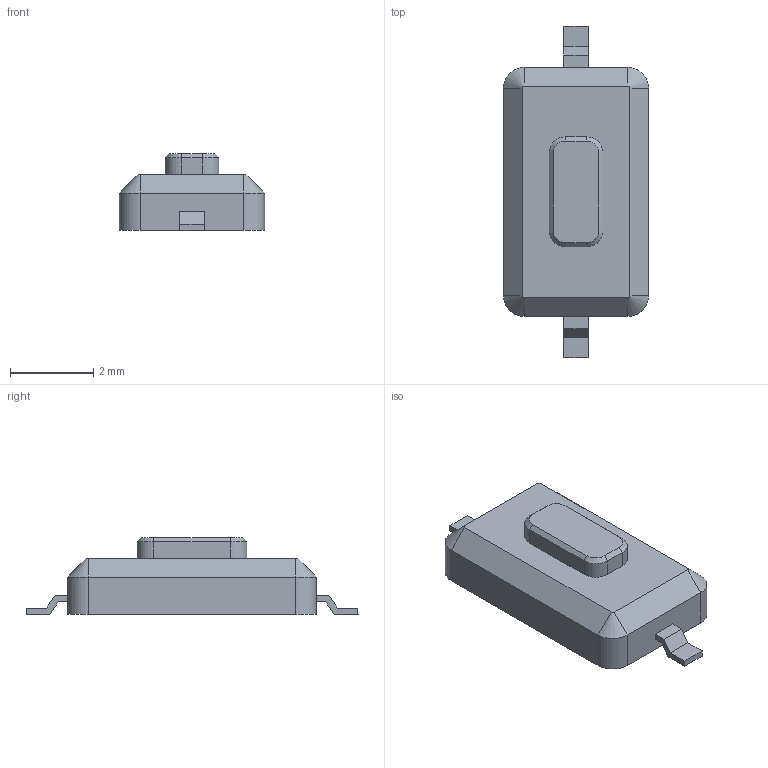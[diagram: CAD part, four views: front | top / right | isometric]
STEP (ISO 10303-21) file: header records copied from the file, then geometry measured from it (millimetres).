
FILE_DESCRIPTION(('FreeCAD Model'),'2;1');
FILE_NAME('Open CASCADE Shape Model','2024-01-24T20:22:50',(''),(''), 'Open CASCADE STEP processor 7.6','FreeCAD','Unknown');
FILE_SCHEMA(('AUTOMOTIVE_DESIGN { 1 0 10303 214 1 1 1 1 }'));
Length unit declared in the file: millimetre
Products named in the file (5): pb_smd_3x6x2_5; Pad (Mirror #1); Pad; Chamfer; Chamfer001
Assembly tree (4 placements, depth 2):
  pb_smd_3x6x2_5
    Pad (Mirror #1)
    Pad
    Chamfer
    Chamfer001
Bounding box: 3.5 x 8 x 1.85 mm (x, y, z)
Volume: 28.1 mm3; surface area: 74.6 mm2
Topology: 4 solids, 4 shells, 56 faces, 128 edges, 80 vertices
Faces by surface type: plane 40, cylinder 8, cone 8
Entity records: 3341 total; most frequent: CARTESIAN_POINT 641, DIRECTION 484, LINE 312, VECTOR 312, ORIENTED_EDGE 256, PCURVE 256, DEFINITIONAL_REPRESENTATION 256, EDGE_CURVE 128
